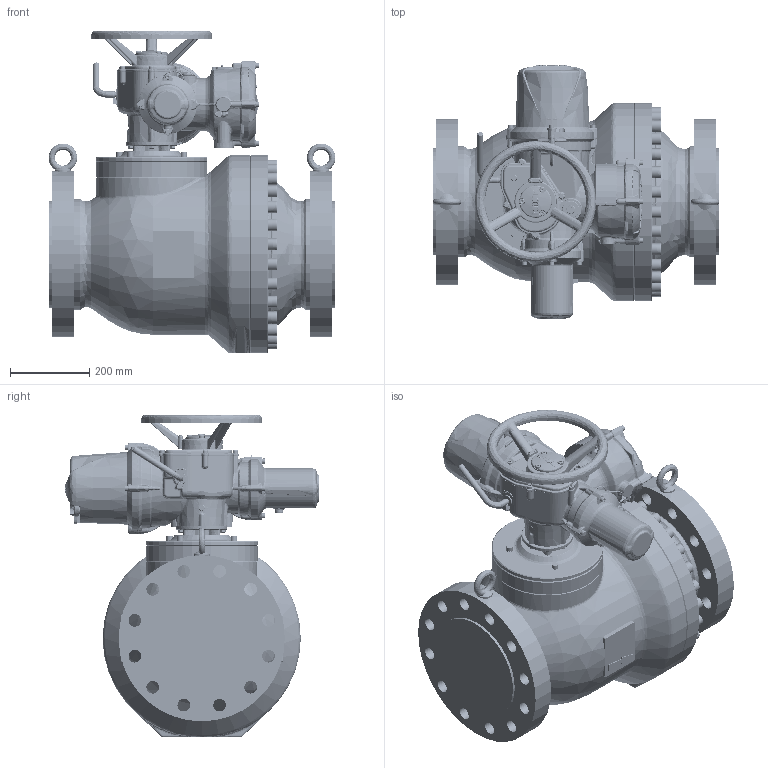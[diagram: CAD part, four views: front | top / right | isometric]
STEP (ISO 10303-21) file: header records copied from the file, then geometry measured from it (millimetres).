
FILE_DESCRIPTION (( 'STEP AP214' ), '1' );
FILE_NAME ('HON530E-WG_DN200_DN200_cl600_X_X_L_ROTORK.STEP', '2020-05-20T06:14:57', ( '' ), ( '' ), 'SwSTEP 2.0', 'SolidWorks 2017', '' );
FILE_SCHEMA (( 'AUTOMOTIVE_DESIGN' ));
Products named in the file (1): HON530E-WG_DN200_DN200_cl600_X_X_L_ROTORK
Bounding box: 723.6 x 641.56 x 814.35 mm (x, y, z)
Volume: 110753000.1 mm3; surface area: 2519878.2 mm2
Topology: 2 solids, 2 shells, 6823 faces, 17593 edges, 10653 vertices
Faces by surface type: bspline 2994, plane 2039, cylinder 1052, cone 738
Entity records: 433255 total; most frequent: CARTESIAN_POINT 290934, ORIENTED_EDGE 34590, DIRECTION 23441, EDGE_CURVE 17295, VERTEX_POINT 10653, AXIS2_PLACEMENT_3D 9288, EDGE_LOOP 7212, ADVANCED_FACE 6823
